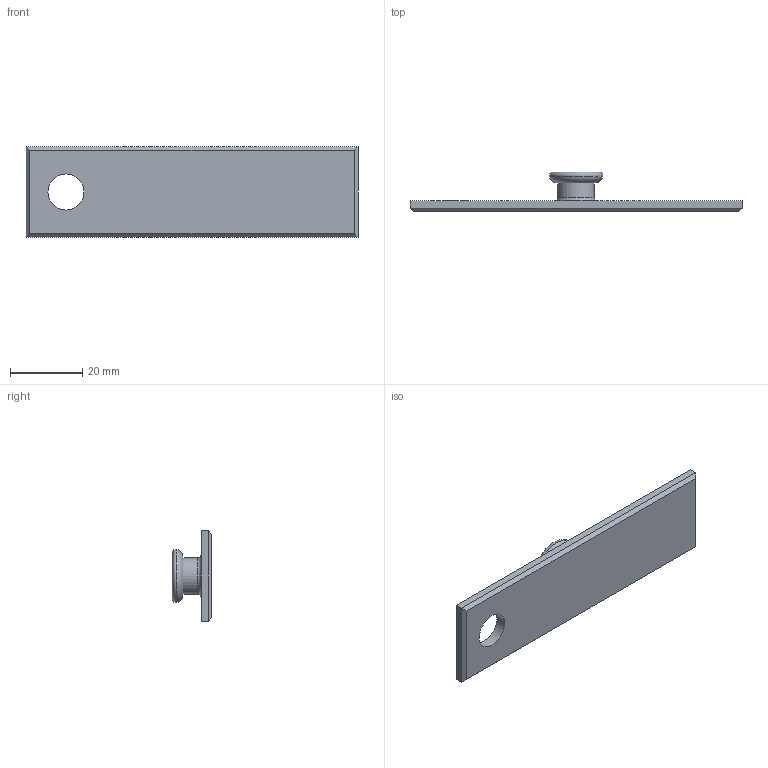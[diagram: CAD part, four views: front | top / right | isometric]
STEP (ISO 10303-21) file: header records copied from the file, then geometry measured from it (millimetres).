
FILE_DESCRIPTION(('FreeCAD Model'),'2;1');
FILE_NAME('Open CASCADE Shape Model','2025-08-05T14:59:21',('Author'),( ''),'Open CASCADE STEP processor 7.8','FreeCAD','Unknown');
FILE_SCHEMA(('AUTOMOTIVE_DESIGN { 1 0 10303 214 1 1 1 1 }'));
Length unit declared in the file: millimetre
Products named in the file (1): Body001
Bounding box: 92.2 x 11 x 25.2 mm (x, y, z)
Volume: 7482.1 mm3; surface area: 5556 mm2
Topology: 1 solids, 1 shells, 17 faces, 33 edges, 20 vertices
Faces by surface type: plane 12, cylinder 2, torus 2, bspline 1
Full cylindrical faces by diameter (mm): 10 x2
Entity records: 539 total; most frequent: CARTESIAN_POINT 170, DIRECTION 72, ORIENTED_EDGE 66, EDGE_CURVE 33, AXIS2_PLACEMENT_3D 25, LINE 22, VECTOR 22, FACE_BOUND 21
